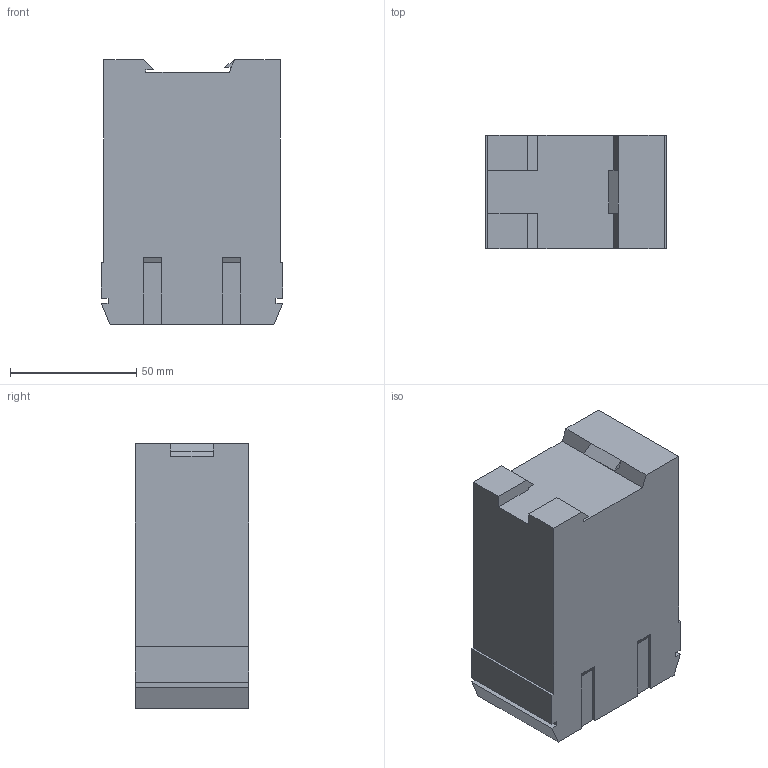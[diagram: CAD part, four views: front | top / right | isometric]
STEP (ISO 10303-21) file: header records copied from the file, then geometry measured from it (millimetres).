
FILE_DESCRIPTION((''),'2;1');
FILE_NAME('PRT0001_SW0001','2012-03-16T',('dhelisch'),(''),'PRO/ENGINEER BY PARAMETRIC TECHNOLOGY CORPORATION, 2007250','PRO/ENGINEER BY PARAMETRIC TECHNOLOGY CORPORATION, 2007250','');
FILE_SCHEMA(('CONFIG_CONTROL_DESIGN'));
Length unit declared in the file: millimetre
Products named in the file (1): PRT0001_SW0001
Bounding box: 72 x 45 x 105 mm (x, y, z)
Surface area: 31298.6 mm2 (no closed solid volume)
Topology: 0 solids, 1 shells, 50 faces, 142 edges, 94 vertices
Faces by surface type: plane 50
Entity records: 2051 total; most frequent: CARTESIAN_POINT 286, ORIENTED_EDGE 284, DIRECTION 242, VECTOR 142, LINE 142, EDGE_CURVE 142, VERTEX_POINT 94, COLOUR_RGB 65
